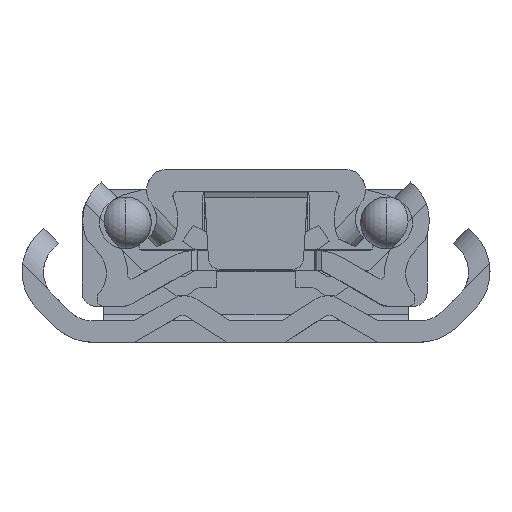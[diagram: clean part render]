
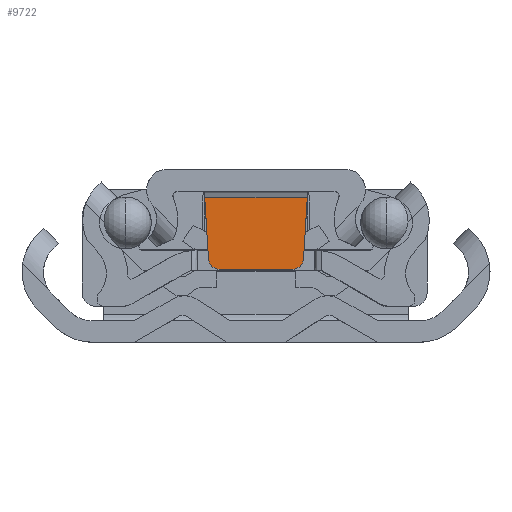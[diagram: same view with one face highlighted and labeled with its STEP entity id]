
A CAD part, left-side view. The second image highlights one B-rep face of the part: STEP entity #9722.
In plain terms, the highlighted planar face has unit normal (-1, 0, 0).
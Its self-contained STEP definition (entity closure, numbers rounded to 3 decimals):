
#15 = EDGE_CURVE ( 'NONE', #4361, #10003, #1459, .T. ) ;
#76 = DIRECTION ( 'NONE',  ( 0., 0., -1. ) ) ;
#879 = EDGE_CURVE ( 'NONE', #10003, #11710, #14120, .T. ) ;
#1099 = CARTESIAN_POINT ( 'NONE',  ( 4.4, 0., 0. ) ) ;
#1459 = CIRCLE ( 'NONE', #11034, 0.8 ) ;
#1508 = CARTESIAN_POINT ( 'NONE',  ( 4.4, 3.87, 10.9 ) ) ;
#1985 = LINE ( 'NONE', #13182, #5701 ) ;
#2662 = ORIENTED_EDGE ( 'NONE', *, *, #15, .F. ) ;
#3278 = DIRECTION ( 'NONE',  ( 0., 0., -1. ) ) ;
#3508 = PLANE ( 'NONE',  #6682 ) ;
#3634 = DIRECTION ( 'NONE',  ( 1., 0., 0. ) ) ;
#3635 = CIRCLE ( 'NONE', #5492, 0.8 ) ;
#4361 = VERTEX_POINT ( 'NONE', #9627 ) ;
#4803 = DIRECTION ( 'NONE',  ( 0., 0., -1. ) ) ;
#4848 = VERTEX_POINT ( 'NONE', #12984 ) ;
#4991 = ORIENTED_EDGE ( 'NONE', *, *, #7090, .F. ) ;
#5044 = DIRECTION ( 'NONE',  ( 0., 1., 0. ) ) ;
#5456 = DIRECTION ( 'NONE',  ( 1., 0., 0. ) ) ;
#5492 = AXIS2_PLACEMENT_3D ( 'NONE', #9861, #5456, #3278 ) ;
#5701 = VECTOR ( 'NONE', #6423, 1000. ) ;
#5828 = CARTESIAN_POINT ( 'NONE',  ( 4.4, -2.781, 6.3 ) ) ;
#6423 = DIRECTION ( 'NONE',  ( 0., -0.062, 0.998 ) ) ;
#6526 = EDGE_CURVE ( 'NONE', #4361, #4848, #1985, .T. ) ;
#6682 = AXIS2_PLACEMENT_3D ( 'NONE', #1099, #7131, #76 ) ;
#6955 = VECTOR ( 'NONE', #7572, 1000. ) ;
#7090 = EDGE_CURVE ( 'NONE', #11710, #9295, #3635, .T. ) ;
#7131 = DIRECTION ( 'NONE',  ( 1., 0., 0. ) ) ;
#7453 = CARTESIAN_POINT ( 'NONE',  ( 4.4, 3.901, 10.9 ) ) ;
#7497 = VECTOR ( 'NONE', #5044, 1000. ) ;
#7572 = DIRECTION ( 'NONE',  ( 0., 0.062, 0.998 ) ) ;
#7668 = DIRECTION ( 'NONE',  ( 0., 1., 0. ) ) ;
#8825 = VECTOR ( 'NONE', #7668, 1000. ) ;
#9067 = FACE_OUTER_BOUND ( 'NONE', #13357, .T. ) ;
#9295 = VERTEX_POINT ( 'NONE', #12306 ) ;
#9627 = CARTESIAN_POINT ( 'NONE',  ( 4.4, -3.579, 6.25 ) ) ;
#9722 = ADVANCED_FACE ( 'NONE', ( #9067 ), #3508, .F. ) ;
#9731 = LINE ( 'NONE', #7453, #8825 ) ;
#9861 = CARTESIAN_POINT ( 'NONE',  ( 4.4, 2.781, 6.3 ) ) ;
#10003 = VERTEX_POINT ( 'NONE', #11166 ) ;
#10814 = EDGE_CURVE ( 'NONE', #4848, #13214, #9731, .T. ) ;
#11034 = AXIS2_PLACEMENT_3D ( 'NONE', #5828, #3634, #4803 ) ;
#11166 = CARTESIAN_POINT ( 'NONE',  ( 4.4, -2.781, 5.5 ) ) ;
#11183 = EDGE_CURVE ( 'NONE', #9295, #13214, #13159, .T. ) ;
#11525 = ORIENTED_EDGE ( 'NONE', *, *, #6526, .T. ) ;
#11710 = VERTEX_POINT ( 'NONE', #13274 ) ;
#12057 = CARTESIAN_POINT ( 'NONE',  ( 4.4, 3.176, -0.199 ) ) ;
#12147 = ORIENTED_EDGE ( 'NONE', *, *, #11183, .F. ) ;
#12250 = ORIENTED_EDGE ( 'NONE', *, *, #10814, .T. ) ;
#12306 = CARTESIAN_POINT ( 'NONE',  ( 4.4, 3.579, 6.25 ) ) ;
#12746 = CARTESIAN_POINT ( 'NONE',  ( 4.4, 0., 5.5 ) ) ;
#12984 = CARTESIAN_POINT ( 'NONE',  ( 4.4, -3.87, 10.9 ) ) ;
#13159 = LINE ( 'NONE', #12057, #6955 ) ;
#13182 = CARTESIAN_POINT ( 'NONE',  ( 4.4, -3.176, -0.199 ) ) ;
#13214 = VERTEX_POINT ( 'NONE', #1508 ) ;
#13274 = CARTESIAN_POINT ( 'NONE',  ( 4.4, 2.781, 5.5 ) ) ;
#13357 = EDGE_LOOP ( 'NONE', ( #11525, #12250, #12147, #4991, #13916, #2662 ) ) ;
#13916 = ORIENTED_EDGE ( 'NONE', *, *, #879, .F. ) ;
#14120 = LINE ( 'NONE', #12746, #7497 ) ;
